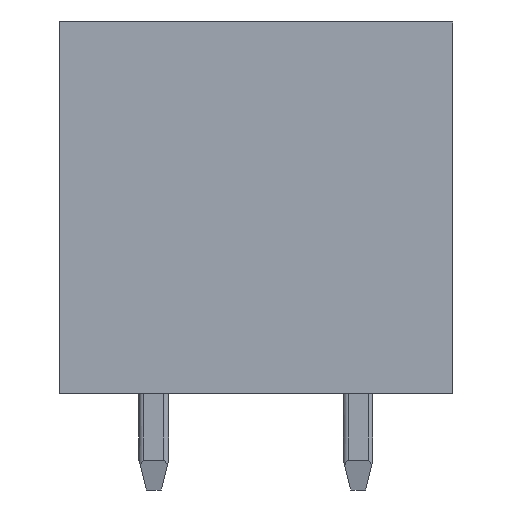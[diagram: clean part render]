
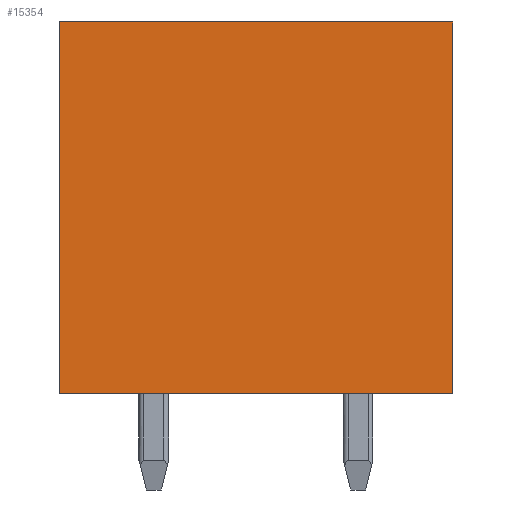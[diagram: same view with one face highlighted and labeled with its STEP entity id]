
A CAD part, left-side view. The second image highlights one B-rep face of the part: STEP entity #15354.
In plain terms, the highlighted planar face has unit normal (-1, 0, 0).
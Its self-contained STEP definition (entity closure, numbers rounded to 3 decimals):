
#1201=DIRECTION('',(0.,0.,-1.));
#1202=VECTOR('',#1201,10.);
#1203=CARTESIAN_POINT('',(-35.8,-5.3,3.7));
#1204=LINE('',#1203,#1202);
#1205=DIRECTION('',(0.,1.,0.));
#1206=VECTOR('',#1205,10.6);
#1207=CARTESIAN_POINT('',(-35.8,-5.3,-6.3));
#1208=LINE('',#1207,#1206);
#1209=DIRECTION('',(0.,0.,1.));
#1210=VECTOR('',#1209,10.);
#1211=CARTESIAN_POINT('',(-35.8,5.3,-6.3));
#1212=LINE('',#1211,#1210);
#1213=DIRECTION('',(0.,-1.,0.));
#1214=VECTOR('',#1213,10.6);
#1215=CARTESIAN_POINT('',(-35.8,5.3,3.7));
#1216=LINE('',#1215,#1214);
#11369=CARTESIAN_POINT('',(-35.8,-5.3,3.7));
#11370=CARTESIAN_POINT('',(-35.8,-5.3,-6.3));
#11371=VERTEX_POINT('',#11369);
#11372=VERTEX_POINT('',#11370);
#11373=CARTESIAN_POINT('',(-35.8,5.3,-6.3));
#11374=VERTEX_POINT('',#11373);
#11375=CARTESIAN_POINT('',(-35.8,5.3,3.7));
#11376=VERTEX_POINT('',#11375);
#15343=CARTESIAN_POINT('',(-35.8,0.,0.));
#15344=DIRECTION('',(1.,0.,0.));
#15345=DIRECTION('',(0.,-1.,0.));
#15346=AXIS2_PLACEMENT_3D('',#15343,#15344,#15345);
#15347=PLANE('',#15346);
#15348=ORIENTED_EDGE('',*,*,#14317,.T.);
#15349=ORIENTED_EDGE('',*,*,#14332,.T.);
#15350=ORIENTED_EDGE('',*,*,#14706,.T.);
#15351=ORIENTED_EDGE('',*,*,#14719,.T.);
#15352=EDGE_LOOP('',(#15348,#15349,#15350,#15351));
#15353=FACE_OUTER_BOUND('',#15352,.F.);
#15354=ADVANCED_FACE('',(#15353),#15347,.F.);
#14317=EDGE_CURVE('',#11371,#11372,#1204,.T.);
#14332=EDGE_CURVE('',#11372,#11374,#1208,.T.);
#14706=EDGE_CURVE('',#11374,#11376,#1212,.T.);
#14719=EDGE_CURVE('',#11376,#11371,#1216,.T.);
